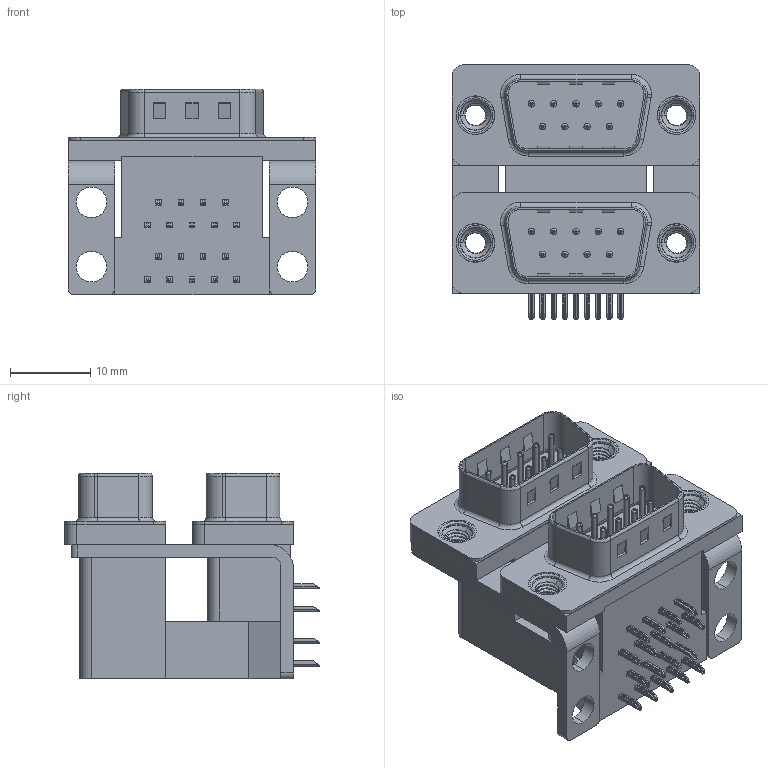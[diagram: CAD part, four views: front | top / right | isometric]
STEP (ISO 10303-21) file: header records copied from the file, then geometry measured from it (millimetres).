
FILE_DESCRIPTION (( 'STEP AP203' ), '1' );
FILE_NAME ('661-009-264-001.STEP', '2022-06-10T14:45:07', ( '' ), ( '' ), 'SwSTEP 2.0', 'SolidWorks 2020', '' );
FILE_SCHEMA (( 'CONFIG_CONTROL_DESIGN' ));
Length unit declared in the file: millimetre
Products named in the file (11): 661 Contact Top Lower; 661 Housing Lower_09 Contacts; 661 Housing Spacer_09 Contacts L; 661 Contact Bottom Lower; 661-009-264-001; 661 Contact Bottom Upper_L; 661 Shell_09 Contacts; 661 Mounting Bracket_NoneL; 661 Threaded Rivet_M3; 661 Housing Upper_09 Contacts L; 661 Contact Top Upper_L
Assembly tree (29 placements, depth 2):
  661-009-264-001
    661 Housing Lower_09 Contacts
    661 Housing Spacer_09 Contacts L
    661 Housing Upper_09 Contacts L
    661 Shell_09 Contacts  x2
    661 Contact Bottom Lower  x4
    661 Contact Top Lower  x5
    661 Contact Bottom Upper_L  x4
    661 Contact Top Upper_L  x5
    661 Mounting Bracket_NoneL  x2
    661 Threaded Rivet_M3  x4
Bounding box: 30.81 x 31.61 x 25.6 mm (x, y, z)
Volume: 9805.1 mm3; surface area: 11365.2 mm2
Topology: 29 solids, 29 shells, 1952 faces, 4838 edges, 3006 vertices
Faces by surface type: plane 1152, cylinder 602, torus 170, cone 16, bspline 12
Entity records: 25694 total; most frequent: CARTESIAN_POINT 5731, DIRECTION 3876, ORIENTED_EDGE 3720, EDGE_CURVE 1860, AXIS2_PLACEMENT_3D 1293, LINE 1290, VECTOR 1290, VERTEX_POINT 1183
